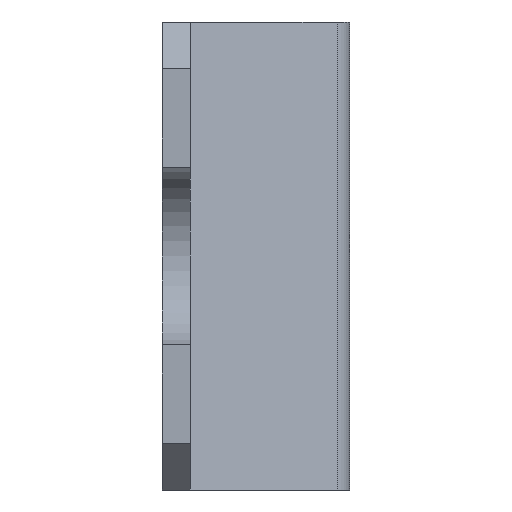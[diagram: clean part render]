
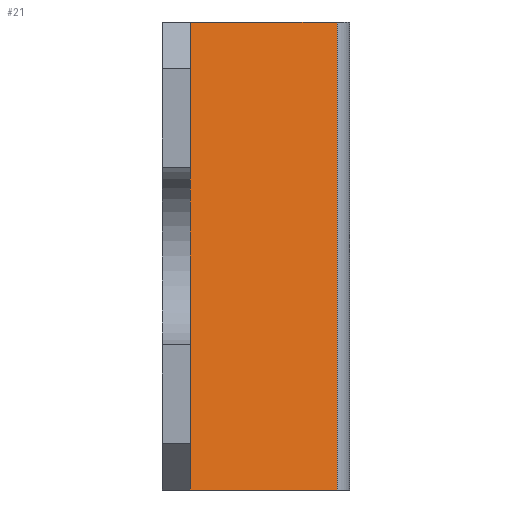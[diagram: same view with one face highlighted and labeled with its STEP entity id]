
A CAD part, left-side view. The second image highlights one B-rep face of the part: STEP entity #21.
In plain terms, the highlighted planar face has unit normal (-0.831, -0.557, 0).
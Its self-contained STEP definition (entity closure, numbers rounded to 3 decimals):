
#1 = ORIENTED_EDGE ( 'NONE', *, *, #29, .T. ) ;
#4 = VERTEX_POINT ( 'NONE', #196 ) ;
#5 = EDGE_CURVE ( 'NONE', #7, #24, #254, .T. ) ;
#6 = EDGE_CURVE ( 'NONE', #54, #4, #250, .T. ) ;
#7 = VERTEX_POINT ( 'NONE', #246 ) ;
#8 = ORIENTED_EDGE ( 'NONE', *, *, #6, .T. ) ;
#21 = ADVANCED_FACE ( 'NONE', ( #284 ), #301, .F. ) ;
#22 = ORIENTED_EDGE ( 'NONE', *, *, #23, .F. ) ;
#23 = EDGE_CURVE ( 'NONE', #24, #4, #302, .T. ) ;
#24 = VERTEX_POINT ( 'NONE', #219 ) ;
#25 = ORIENTED_EDGE ( 'NONE', *, *, #5, .F. ) ;
#29 = EDGE_CURVE ( 'NONE', #7, #54, #213, .T. ) ;
#34 = EDGE_LOOP ( 'NONE', ( #8, #22, #25, #1 ) ) ;
#54 = VERTEX_POINT ( 'NONE', #192 ) ;
#179 = DIRECTION ( 'NONE',  ( 0., 0., -1. ) ) ;
#180 = VECTOR ( 'NONE', #179, 1000. ) ;
#181 = CARTESIAN_POINT ( 'NONE',  ( 32.5, -3., 25. ) ) ;
#192 = CARTESIAN_POINT ( 'NONE',  ( 32.5, -3., -25. ) ) ;
#196 = CARTESIAN_POINT ( 'NONE',  ( 43.008, -18.671, -25. ) ) ;
#213 = LINE ( 'NONE', #181, #180 ) ;
#219 = CARTESIAN_POINT ( 'NONE',  ( 43.008, -18.671, 25. ) ) ;
#246 = CARTESIAN_POINT ( 'NONE',  ( 32.5, -3., 25. ) ) ;
#247 = DIRECTION ( 'NONE',  ( 0.557, -0.831, 0. ) ) ;
#248 = VECTOR ( 'NONE', #247, 1000. ) ;
#249 = CARTESIAN_POINT ( 'NONE',  ( 32.5, -3., -25. ) ) ;
#250 = LINE ( 'NONE', #249, #248 ) ;
#251 = DIRECTION ( 'NONE',  ( 0.557, -0.831, 0. ) ) ;
#252 = VECTOR ( 'NONE', #251, 1000. ) ;
#253 = CARTESIAN_POINT ( 'NONE',  ( 32.5, -3., 25. ) ) ;
#254 = LINE ( 'NONE', #253, #252 ) ;
#284 = FACE_OUTER_BOUND ( 'NONE', #34, .T. ) ;
#294 = DIRECTION ( 'NONE',  ( 0., 0., -1. ) ) ;
#295 = VECTOR ( 'NONE', #294, 1000. ) ;
#296 = CARTESIAN_POINT ( 'NONE',  ( 43.008, -18.671, 25. ) ) ;
#297 = DIRECTION ( 'NONE',  ( -0.557, 0.831, 0. ) ) ;
#298 = DIRECTION ( 'NONE',  ( 0.831, 0.557, 0. ) ) ;
#299 = CARTESIAN_POINT ( 'NONE',  ( 32.5, -3., 25. ) ) ;
#300 = AXIS2_PLACEMENT_3D ( 'NONE', #299, #298, #297 ) ;
#301 = PLANE ( 'NONE',  #300 ) ;
#302 = LINE ( 'NONE', #296, #295 ) ;
